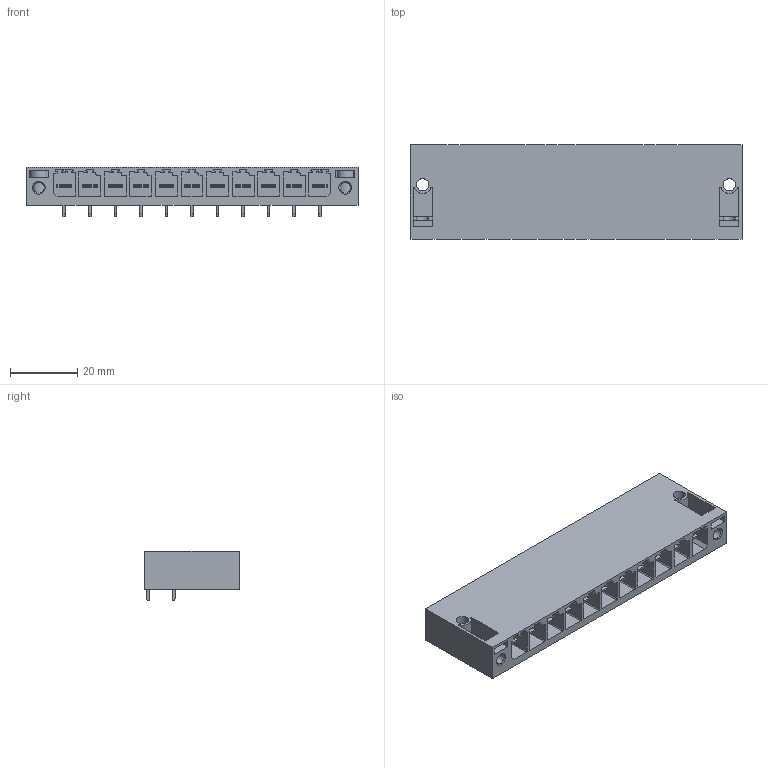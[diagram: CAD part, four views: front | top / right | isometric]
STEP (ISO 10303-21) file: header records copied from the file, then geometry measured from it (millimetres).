
FILE_DESCRIPTION(('CATIA V5 STEP Exchange'),'2;1');
FILE_NAME ('D1459385_0_1930470000_1930470000.stp','2018-11-28T11:48:17+00:00',('none'),('Weidmueller'),'CATIA Version 5-6 Release 2014','CATIA V5 STEP AP203','none');
FILE_SCHEMA(('CONFIG_CONTROL_DESIGN'));
Length unit declared in the file: millimetre
Products named in the file (1): 1930470000
Bounding box: 99.06 x 28.3 x 14.9 mm (x, y, z)
Volume: 22346.3 mm3; surface area: 19940.3 mm2
Topology: 12 solids, 12 shells, 848 faces, 2426 edges, 1602 vertices
Faces by surface type: plane 680, cylinder 164, cone 4
Entity records: 23495 total; most frequent: ORIENTED_EDGE 4852, CARTESIAN_POINT 4062, DIRECTION 2987, EDGE_CURVE 2239, VECTOR 1907, LINE 1907, VERTEX_POINT 1448, EDGE_LOOP 882
